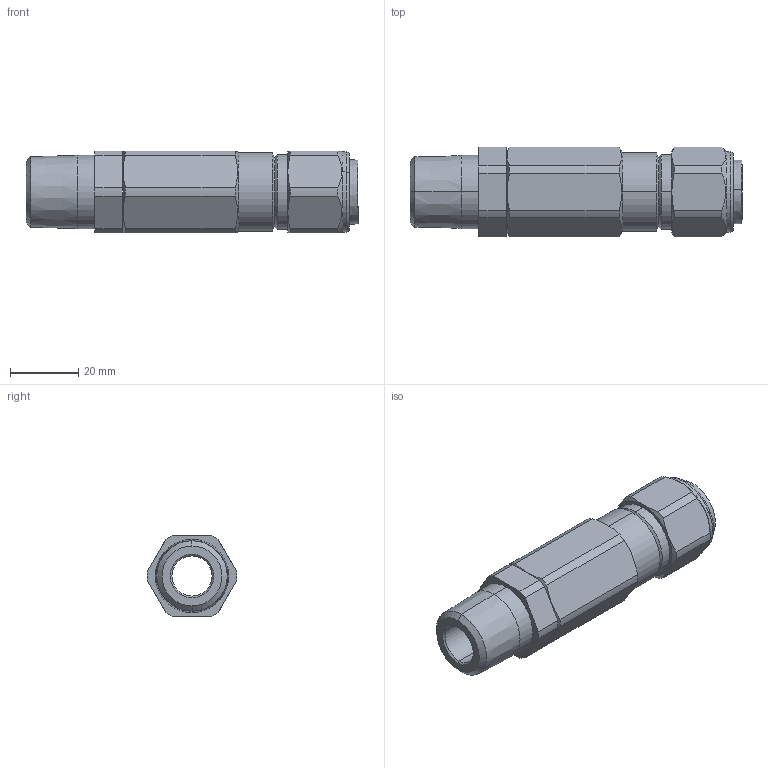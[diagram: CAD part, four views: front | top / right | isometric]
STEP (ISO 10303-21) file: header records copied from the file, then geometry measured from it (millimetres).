
FILE_DESCRIPTION (( 'STEP AP203' ), '1' );
FILE_NAME ('20ST3CDS1RA031.STEP', '2017-09-27T08:45:41', ( '' ), ( '' ), 'SwSTEP 2.0', 'SolidWorks 2017', '' );
FILE_SCHEMA (( 'CONFIG_CONTROL_DESIGN' ));
Length unit declared in the file: millimetre
Products named in the file (1): 20ST3CDS1RA031
Bounding box: 97.45 x 26.39 x 24 mm (x, y, z)
Surface area: 10557.6 mm2 (no closed solid volume)
Topology: 0 solids, 5 shells, 97 faces, 238 edges, 150 vertices
Faces by surface type: cone 34, cylinder 32, plane 27, torus 4
Entity records: 3119 total; most frequent: CARTESIAN_POINT 742, DIRECTION 508, ORIENTED_EDGE 456, EDGE_CURVE 238, AXIS2_PLACEMENT_3D 212, VERTEX_POINT 150, CIRCLE 114, EDGE_LOOP 106
